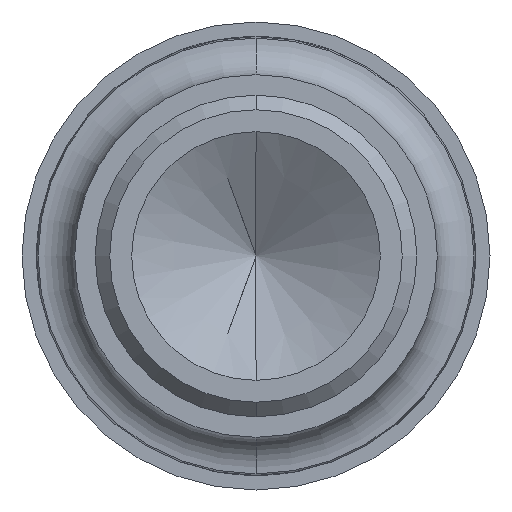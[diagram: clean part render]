
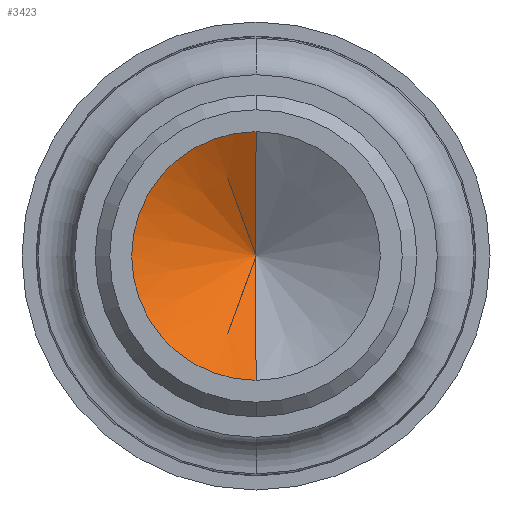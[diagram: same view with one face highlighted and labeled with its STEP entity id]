
A CAD part, front view. The second image highlights one B-rep face of the part: STEP entity #3423.
In plain terms, the highlighted conical face has half-angle 59 degrees and reference radius 0.85 mm.
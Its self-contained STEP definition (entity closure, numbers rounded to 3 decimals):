
#66 = LINE ( 'NONE', #4101, #1924 ) ;
#211 = EDGE_CURVE ( 'NONE', #3840, #1764, #66, .T. ) ;
#539 = ORIENTED_EDGE ( 'NONE', *, *, #211, .T. ) ;
#580 = EDGE_LOOP ( 'NONE', ( #3295, #539, #2792 ) ) ;
#955 = AXIS2_PLACEMENT_3D ( 'NONE', #2920, #2068, #2413 ) ;
#1363 = FACE_OUTER_BOUND ( 'NONE', #580, .T. ) ;
#1365 = CARTESIAN_POINT ( 'NONE',  ( 0., -35.789, 0. ) ) ;
#1384 = DIRECTION ( 'NONE',  ( 0., 0., -1. ) ) ;
#1764 = VERTEX_POINT ( 'NONE', #2479 ) ;
#1767 = EDGE_CURVE ( 'NONE', #3840, #3535, #1914, .T. ) ;
#1914 = LINE ( 'NONE', #3129, #4186 ) ;
#1924 = VECTOR ( 'NONE', #2452, 1000. ) ;
#2068 = DIRECTION ( 'NONE',  ( 0., -1., 0. ) ) ;
#2413 = DIRECTION ( 'NONE',  ( 0., 0., -1. ) ) ;
#2452 = DIRECTION ( 'NONE',  ( 0., -0.515, 0.857 ) ) ;
#2479 = CARTESIAN_POINT ( 'NONE',  ( 0., -36.3, 0.85 ) ) ;
#2586 = CIRCLE ( 'NONE', #4187, 0.85 ) ;
#2698 = DIRECTION ( 'NONE',  ( 0., -1., 0. ) ) ;
#2792 = ORIENTED_EDGE ( 'NONE', *, *, #2866, .T. ) ;
#2866 = EDGE_CURVE ( 'Defeature ausgef�hrt1_20+Defeature ausgef�hrt1_21+Defeature ausgef�hrt1_21+Defeature ausgef�hrt1_21', #1764, #3535, #2586, .T. ) ;
#2920 = CARTESIAN_POINT ( 'NONE',  ( 0., -36.3, 0. ) ) ;
#3092 = CONICAL_SURFACE ( 'NONE', #955, 0.85, 1.03 ) ;
#3129 = CARTESIAN_POINT ( 'NONE',  ( 0., -36.3, -0.85 ) ) ;
#3139 = CARTESIAN_POINT ( 'NONE',  ( 0., -36.3, -0.85 ) ) ;
#3295 = ORIENTED_EDGE ( 'NONE', *, *, #1767, .F. ) ;
#3399 = CARTESIAN_POINT ( 'NONE',  ( 0., -36.3, 0. ) ) ;
#3423 = ADVANCED_FACE ( 'Defeature ausgef�hrt1_20', ( #1363 ), #3092, .F. ) ;
#3535 = VERTEX_POINT ( 'NONE', #3139 ) ;
#3840 = VERTEX_POINT ( 'NONE', #1365 ) ;
#4101 = CARTESIAN_POINT ( 'NONE',  ( 0., -36.3, 0.85 ) ) ;
#4155 = DIRECTION ( 'NONE',  ( 0., -0.515, -0.857 ) ) ;
#4186 = VECTOR ( 'NONE', #4155, 1000. ) ;
#4187 = AXIS2_PLACEMENT_3D ( 'NONE', #3399, #2698, #1384 ) ;
